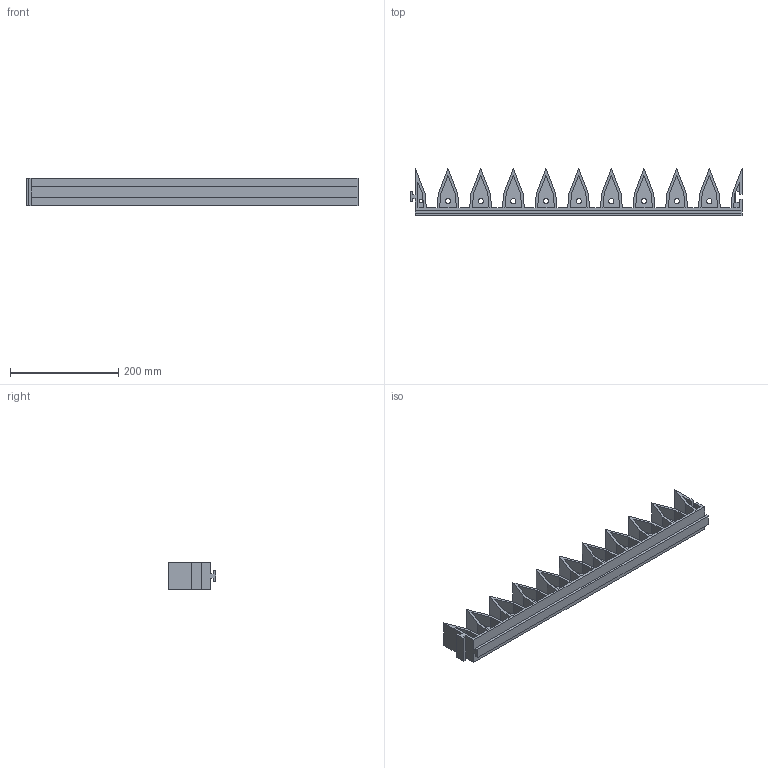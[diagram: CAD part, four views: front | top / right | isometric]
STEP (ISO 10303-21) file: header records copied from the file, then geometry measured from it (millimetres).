
FILE_DESCRIPTION((''),'2;1');
FILE_NAME('DE-104_SAWTOOTH_DUNNAGE.stp', '2007-03-23T11:54:35',('User'),('SDRC'),'I-DEAS Master Series 9','UNIX', 'Yes');
FILE_SCHEMA(('AUTOMOTIVE_DESIGN { 1 0 10303 214 1 1 1 1 }'));
Length unit declared in the file: inch
Products named in the file (1): DE-104
Bounding box: 613.09 x 88.12 x 50.8 mm (x, y, z)
Volume: 642914.4 mm3; surface area: 272323.1 mm2
Topology: 1 solids, 1 shells, 215 faces, 579 edges, 386 vertices
Faces by surface type: bspline 215
Entity records: 6287 total; most frequent: CARTESIAN_POINT 2605, ORIENTED_EDGE 1158, EDGE_CURVE 579, B_SPLINE_CURVE_WITH_KNOTS 460, VERTEX_POINT 386, EDGE_LOOP 255, FACE_OUTER_BOUND 215, ADVANCED_FACE 215
